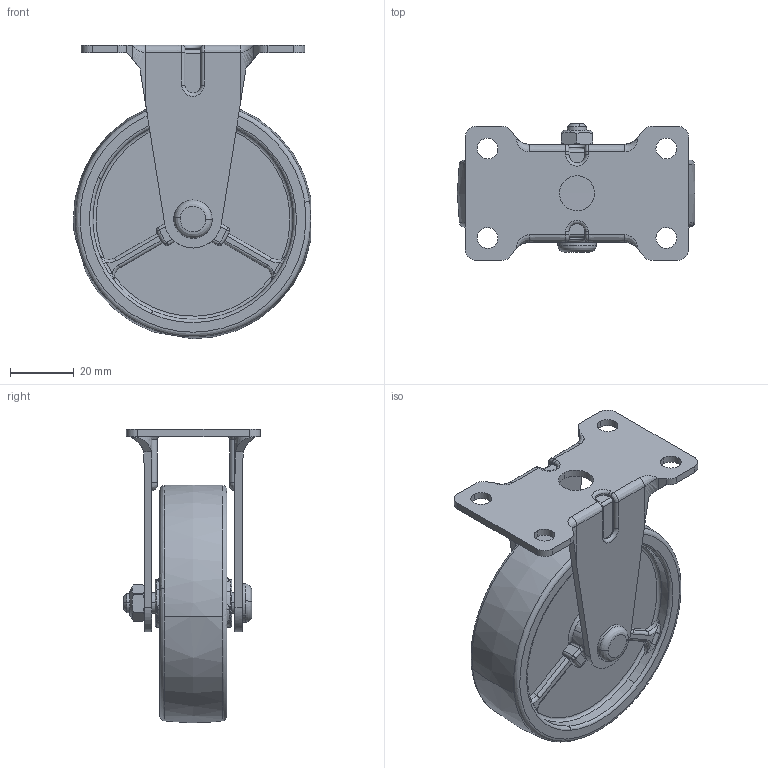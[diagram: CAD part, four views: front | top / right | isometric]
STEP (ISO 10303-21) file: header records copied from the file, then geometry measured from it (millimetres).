
FILE_DESCRIPTION((''),'2;1');
FILE_NAME('','2005-12-15T17:17:29',(''),(''),'','CADfix','');
FILE_SCHEMA(('AUTOMOTIVE_DESIGN'));
Length unit declared in the file: millimetre
Products named in the file (4): wheel; body; axle; No_420_ER_N75_3_30454_36
Assembly tree (3 placements, depth 2):
  No_420_ER_N75_3_30454_36
    wheel
    body
    axle
Bounding box: 74.39 x 42.9 x 91.99 mm (x, y, z)
Volume: 77560.3 mm3; surface area: 29393.8 mm2
Topology: 3 solids, 3 shells, 354 faces, 989 edges, 633 vertices
Faces by surface type: bspline 354
Entity records: 15713 total; most frequent: CARTESIAN_POINT 10388, ORIENTED_EDGE 1952, EDGE_CURVE 976, VERTEX_POINT 633, EDGE_LOOP 375, FACE_OUTER_BOUND 354, ADVANCED_FACE 354, QUASI_UNIFORM_CURVE 316
